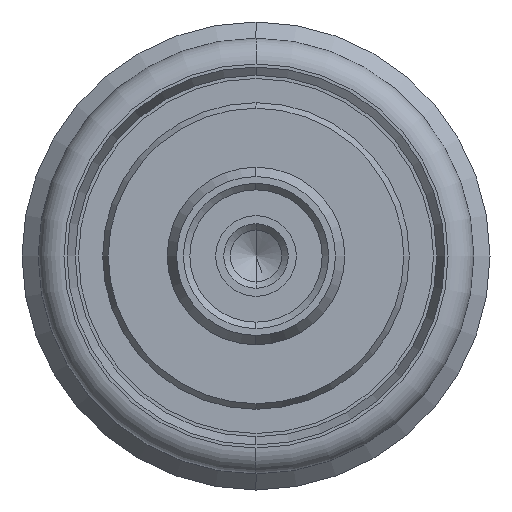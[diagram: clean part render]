
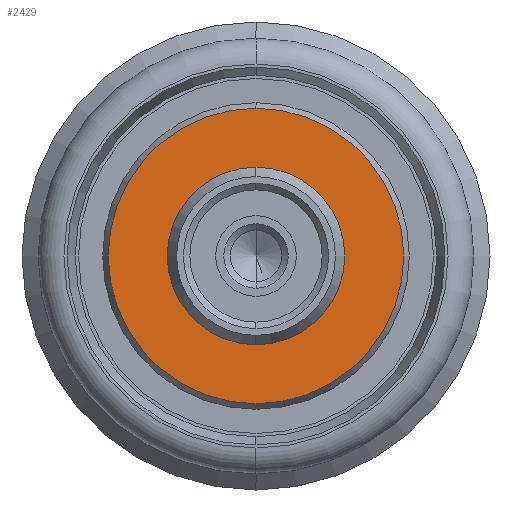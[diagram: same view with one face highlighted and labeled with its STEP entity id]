
A CAD part, left-side view. The second image highlights one B-rep face of the part: STEP entity #2429.
In plain terms, the highlighted planar face has unit normal (-1, 0, 0).
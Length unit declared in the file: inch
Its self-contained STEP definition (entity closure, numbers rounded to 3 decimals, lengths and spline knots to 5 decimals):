
#249 = ORIENTED_EDGE ( 'NONE', *, *, #2436, .T. ) ;
#357 = EDGE_CURVE ( 'NONE', #359, #419, #2861, .T. ) ;
#359 = VERTEX_POINT ( 'NONE', #2855 ) ;
#416 = EDGE_CURVE ( 'NONE', #417, #418, #2929, .T. ) ;
#417 = VERTEX_POINT ( 'NONE', #2986 ) ;
#418 = VERTEX_POINT ( 'NONE', #2985 ) ;
#419 = VERTEX_POINT ( 'NONE', #2984 ) ;
#962 = CARTESIAN_POINT ( 'NONE',  ( -0.23061, 0., -0.10827 ) ) ;
#963 = AXIS2_PLACEMENT_3D ( 'NONE', #962, #965, #1027 ) ;
#964 = CARTESIAN_POINT ( 'NONE',  ( -0.23061, 0., 0. ) ) ;
#965 = DIRECTION ( 'NONE',  ( 1., 0., 0. ) ) ;
#966 = PLANE ( 'NONE',  #963 ) ;
#967 = FACE_OUTER_BOUND ( 'NONE', #1819, .T. ) ;
#968 = FACE_BOUND ( 'NONE', #2427, .T. ) ;
#969 = DIRECTION ( 'NONE',  ( 0., 0., 1. ) ) ;
#970 = DIRECTION ( 'NONE',  ( -1., 0., 0. ) ) ;
#971 = CARTESIAN_POINT ( 'NONE',  ( -0.23061, 0., 0. ) ) ;
#972 = AXIS2_PLACEMENT_3D ( 'NONE', #971, #970, #969 ) ;
#973 = CIRCLE ( 'NONE', #972, 0.10827 ) ;
#1023 = DIRECTION ( 'NONE',  ( 0., 0., 1. ) ) ;
#1024 = DIRECTION ( 'NONE',  ( -1., 0., 0. ) ) ;
#1025 = AXIS2_PLACEMENT_3D ( 'NONE', #964, #1024, #1023 ) ;
#1026 = CIRCLE ( 'NONE', #1025, 0.18019 ) ;
#1027 = DIRECTION ( 'NONE',  ( 0., 0., -1. ) ) ;
#1819 = EDGE_LOOP ( 'NONE', ( #249, #2597 ) ) ;
#2425 = EDGE_CURVE ( 'NONE', #419, #359, #973, .T. ) ;
#2426 = ORIENTED_EDGE ( 'NONE', *, *, #2425, .F. ) ;
#2427 = EDGE_LOOP ( 'NONE', ( #2428, #2426 ) ) ;
#2428 = ORIENTED_EDGE ( 'NONE', *, *, #357, .F. ) ;
#2429 = ADVANCED_FACE ( 'NONE', ( #968, #967 ), #966, .F. ) ;
#2436 = EDGE_CURVE ( 'NONE', #418, #417, #1026, .T. ) ;
#2597 = ORIENTED_EDGE ( 'NONE', *, *, #416, .T. ) ;
#2803 = CARTESIAN_POINT ( 'NONE',  ( -0.23061, 0., 0. ) ) ;
#2855 = CARTESIAN_POINT ( 'NONE',  ( -0.23061, 0., 0.10827 ) ) ;
#2858 = DIRECTION ( 'NONE',  ( 0., 0., 1. ) ) ;
#2859 = DIRECTION ( 'NONE',  ( -1., 0., 0. ) ) ;
#2860 = AXIS2_PLACEMENT_3D ( 'NONE', #2803, #2859, #2858 ) ;
#2861 = CIRCLE ( 'NONE', #2860, 0.10827 ) ;
#2925 = DIRECTION ( 'NONE',  ( 0., 0., 1. ) ) ;
#2926 = DIRECTION ( 'NONE',  ( -1., 0., 0. ) ) ;
#2927 = CARTESIAN_POINT ( 'NONE',  ( -0.23061, 0., 0. ) ) ;
#2928 = AXIS2_PLACEMENT_3D ( 'NONE', #2927, #2926, #2925 ) ;
#2929 = CIRCLE ( 'NONE', #2928, 0.18019 ) ;
#2984 = CARTESIAN_POINT ( 'NONE',  ( -0.23061, 0., -0.10827 ) ) ;
#2985 = CARTESIAN_POINT ( 'NONE',  ( -0.23061, 0., -0.18019 ) ) ;
#2986 = CARTESIAN_POINT ( 'NONE',  ( -0.23061, 0., 0.18019 ) ) ;
